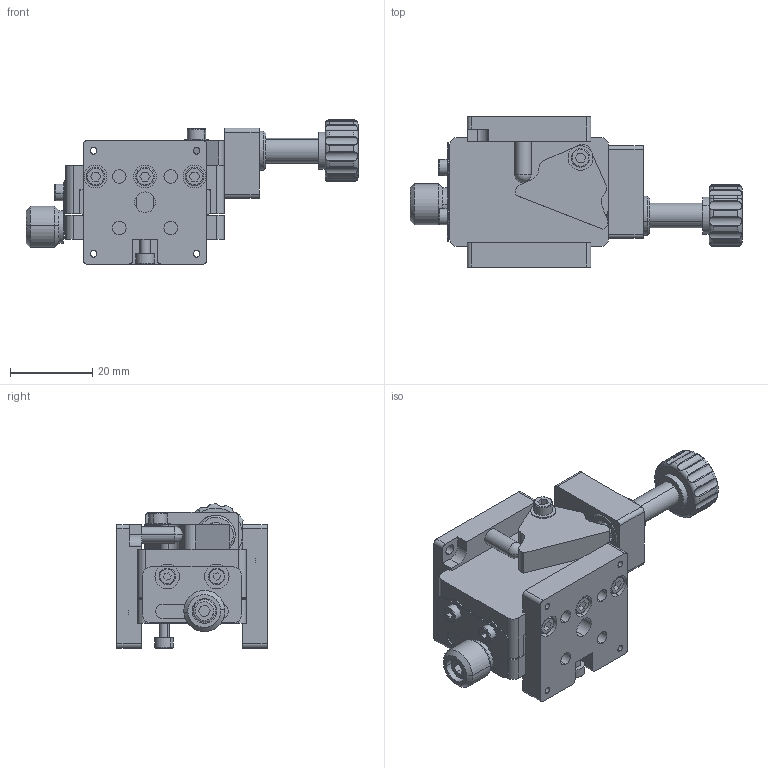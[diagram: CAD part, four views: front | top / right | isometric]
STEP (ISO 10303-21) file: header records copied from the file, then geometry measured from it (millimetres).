
FILE_DESCRIPTION (( 'STEP AP203' ), '1' );
FILE_NAME ('56VTS-1M.STEP', '2016-05-03T02:58:13', ( '' ), ( '' ), 'SwSTEP 2.0', 'SolidWorks 2016', '' );
FILE_SCHEMA (( 'CONFIG_CONTROL_DESIGN' ));
Length unit declared in the file: millimetre
Products named in the file (1): 56VTS-1M
Bounding box: 80.6 x 36.5 x 35 mm (x, y, z)
Volume: 32948.3 mm3; surface area: 25655.6 mm2
Topology: 42 solids, 42 shells, 1038 faces, 2611 edges, 1660 vertices
Faces by surface type: plane 485, cylinder 383, cone 102, torus 40, bspline 24, sphere 4
Entity records: 33065 total; most frequent: CARTESIAN_POINT 7780, DIRECTION 5286, ORIENTED_EDGE 5124, EDGE_CURVE 2562, AXIS2_PLACEMENT_3D 1875, VERTEX_POINT 1655, LINE 1536, VECTOR 1536
